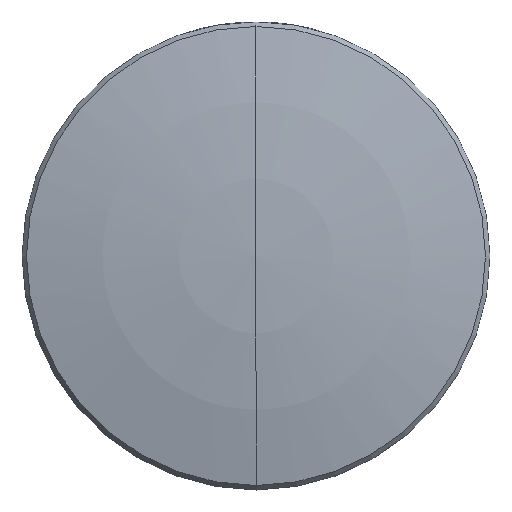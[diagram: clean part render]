
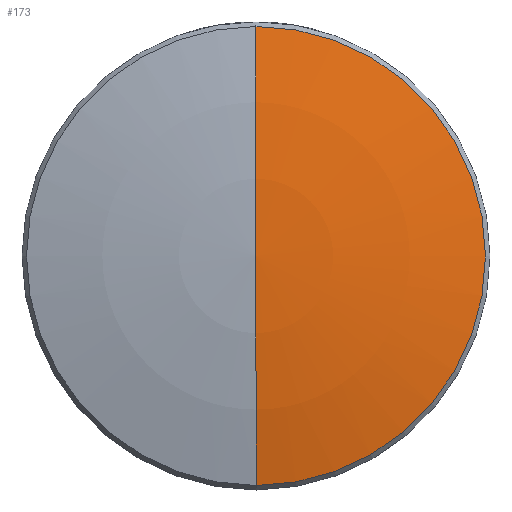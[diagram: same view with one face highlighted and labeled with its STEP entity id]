
A CAD part, top view. The second image highlights one B-rep face of the part: STEP entity #173.
In plain terms, the highlighted toroidal (fillet/blend) face has major radius 0.043 mm and minor radius 57.51 mm.
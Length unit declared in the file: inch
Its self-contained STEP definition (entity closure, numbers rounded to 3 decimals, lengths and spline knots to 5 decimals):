
#119 = VERTEX_POINT ( 'NONE', #978 ) ;
#150 = EDGE_CURVE ( 'NONE', #119, #210, #592, .T. ) ;
#173 = ADVANCED_FACE ( 'NONE', ( #1941 ), #1459, .T. ) ;
#210 = VERTEX_POINT ( 'NONE', #824 ) ;
#225 = DIRECTION ( 'NONE',  ( 0., 1., 0. ) ) ;
#249 = CARTESIAN_POINT ( 'NONE',  ( 0., 0.0017, -2.12992 ) ) ;
#350 = EDGE_LOOP ( 'NONE', ( #1490, #688, #1825 ) ) ;
#448 = DIRECTION ( 'NONE',  ( 0., 1., 0. ) ) ;
#544 = EDGE_CURVE ( 'NONE', #865, #119, #1084, .T. ) ;
#588 = CIRCLE ( 'NONE', #731, 2.26417 ) ;
#592 = CIRCLE ( 'NONE', #2253, 0.49042 ) ;
#644 = DIRECTION ( 'NONE',  ( 0., 0., 1. ) ) ;
#688 = ORIENTED_EDGE ( 'NONE', *, *, #544, .T. ) ;
#731 = AXIS2_PLACEMENT_3D ( 'NONE', #249, #2133, #644 ) ;
#824 = CARTESIAN_POINT ( 'NONE',  ( 0., 0.49042, 0.08088 ) ) ;
#865 = VERTEX_POINT ( 'NONE', #2358 ) ;
#878 = EDGE_CURVE ( 'NONE', #865, #210, #588, .T. ) ;
#978 = CARTESIAN_POINT ( 'NONE',  ( 0., -0.49042, 0.08088 ) ) ;
#1084 = CIRCLE ( 'NONE', #2106, 2.26417 ) ;
#1338 = DIRECTION ( 'NONE',  ( 0., 1., 0. ) ) ;
#1392 = DIRECTION ( 'NONE',  ( 0., 0., 1. ) ) ;
#1459 = TOROIDAL_SURFACE ( 'NONE', #2134, 0.0017, 2.26417 ) ;
#1490 = ORIENTED_EDGE ( 'NONE', *, *, #878, .F. ) ;
#1825 = ORIENTED_EDGE ( 'NONE', *, *, #150, .T. ) ;
#1941 = FACE_OUTER_BOUND ( 'NONE', #350, .T. ) ;
#1958 = CARTESIAN_POINT ( 'NONE',  ( 0., 0., -2.12992 ) ) ;
#2102 = CARTESIAN_POINT ( 'NONE',  ( 0., -0.0017, -2.12992 ) ) ;
#2106 = AXIS2_PLACEMENT_3D ( 'NONE', #2102, #2283, #1338 ) ;
#2112 = DIRECTION ( 'NONE',  ( 0., 0., -1. ) ) ;
#2124 = CARTESIAN_POINT ( 'NONE',  ( 0., 0., 0.08088 ) ) ;
#2133 = DIRECTION ( 'NONE',  ( -1., 0., 0. ) ) ;
#2134 = AXIS2_PLACEMENT_3D ( 'NONE', #1958, #2112, #225 ) ;
#2253 = AXIS2_PLACEMENT_3D ( 'NONE', #2124, #1392, #448 ) ;
#2283 = DIRECTION ( 'NONE',  ( 1., 0., 0. ) ) ;
#2358 = CARTESIAN_POINT ( 'NONE',  ( 0., 0., 0.13425 ) ) ;
